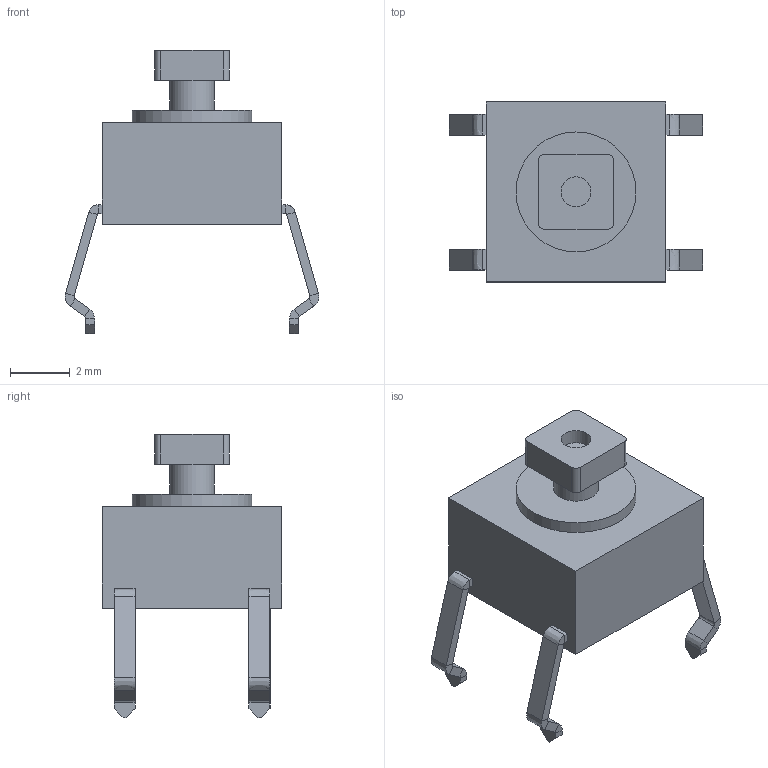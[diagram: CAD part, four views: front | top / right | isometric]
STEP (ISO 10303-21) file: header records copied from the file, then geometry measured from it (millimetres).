
FILE_DESCRIPTION(/* description */ (''),/* implementation_level */ '2;1');
FILE_NAME(/* name */ 'B3F-1000 v8.step',/* time_stamp */ '2022-07-01T14:32:20-07:00',/* author */ (''),/* organization */ (''),/* preprocessor_version */ 'ST-DEVELOPER v19',/* originating_system */ 'Autodesk Translation Framework v11.7.0.108',/* authorisation */ '');
FILE_SCHEMA (('AUTOMOTIVE_DESIGN { 1 0 10303 214 3 1 1 }'));
Length unit declared in the file: millimetre
Products named in the file (1): B3F-1000
Bounding box: 8.47 x 6 x 9.45 mm (x, y, z)
Volume: 138.9 mm3; surface area: 247.5 mm2
Topology: 6 solids, 6 shells, 150 faces, 309 edges, 174 vertices
Faces by surface type: bspline 120, plane 23, cylinder 7
Full cylindrical faces by diameter (mm): 1 x1, 1.5 x1, 4 x1
Entity records: 5608 total; most frequent: CARTESIAN_POINT 3290, ORIENTED_EDGE 618, EDGE_CURVE 309, B_SPLINE_CURVE_WITH_KNOTS 248, VERTEX_POINT 174, EDGE_LOOP 153, FACE_OUTER_BOUND 150, ADVANCED_FACE 150
